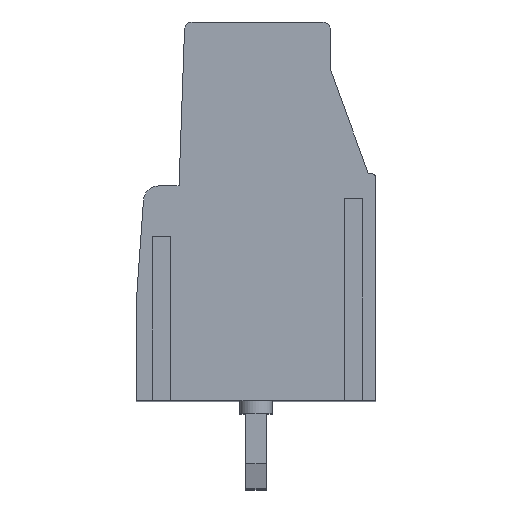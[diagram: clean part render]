
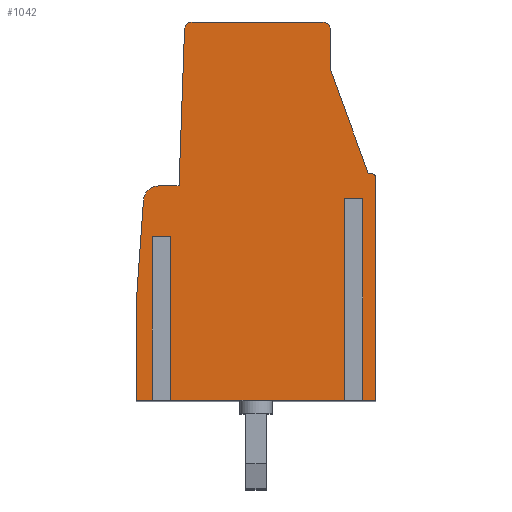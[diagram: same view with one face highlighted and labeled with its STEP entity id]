
A CAD part, top view. The second image highlights one B-rep face of the part: STEP entity #1042.
In plain terms, the highlighted planar face has unit normal (0, 0, 1).
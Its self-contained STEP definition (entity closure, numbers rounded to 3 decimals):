
#1042=ADVANCED_FACE('',(#2788),#2789,.F.);
#2788=FACE_OUTER_BOUND('',#5245,.T.);
#2789=PLANE('',#5246);
#5245=EDGE_LOOP('',(#8340,#8341,#8342,#8343,#8344,#8345,#8346,#8347,#8348,#8349,#8350,#8351,#8352,#8353,#8354,#8355,#8356,#8357,#8358,#8359,#8360,#8361));
#5246=AXIS2_PLACEMENT_3D('',#8362,#8363,#8364);
#8340=ORIENTED_EDGE('',*,*,#15207,.T.);
#8341=ORIENTED_EDGE('',*,*,#15297,.T.);
#8342=ORIENTED_EDGE('',*,*,#15221,.F.);
#8343=ORIENTED_EDGE('',*,*,#15348,.T.);
#8344=ORIENTED_EDGE('',*,*,#15349,.T.);
#8345=ORIENTED_EDGE('',*,*,#15170,.T.);
#8346=ORIENTED_EDGE('',*,*,#15350,.F.);
#8347=ORIENTED_EDGE('',*,*,#15351,.F.);
#8348=ORIENTED_EDGE('',*,*,#15352,.F.);
#8349=ORIENTED_EDGE('',*,*,#15163,.T.);
#8350=ORIENTED_EDGE('',*,*,#15126,.T.);
#8351=ORIENTED_EDGE('',*,*,#15353,.T.);
#8352=ORIENTED_EDGE('',*,*,#15354,.T.);
#8353=ORIENTED_EDGE('',*,*,#15157,.T.);
#8354=ORIENTED_EDGE('',*,*,#15355,.F.);
#8355=ORIENTED_EDGE('',*,*,#15356,.F.);
#8356=ORIENTED_EDGE('',*,*,#15251,.F.);
#8357=ORIENTED_EDGE('',*,*,#15339,.F.);
#8358=ORIENTED_EDGE('',*,*,#15343,.F.);
#8359=ORIENTED_EDGE('',*,*,#15357,.F.);
#8360=ORIENTED_EDGE('',*,*,#15224,.F.);
#8361=ORIENTED_EDGE('',*,*,#15346,.F.);
#8362=CARTESIAN_POINT('',(-42.956,-19.77,0.0));
#8363=DIRECTION('',(0.,0.0,-1.0));
#8364=DIRECTION('',(-1.0,0.0,0.));
#15126=EDGE_CURVE('',#18258,#18256,#18259,.T.);
#15157=EDGE_CURVE('',#18316,#18314,#18317,.T.);
#15163=EDGE_CURVE('',#18327,#18258,#18328,.T.);
#15170=EDGE_CURVE('',#18278,#18338,#18340,.T.);
#15207=EDGE_CURVE('',#18404,#18408,#18410,.T.);
#15221=EDGE_CURVE('',#18432,#18428,#18434,.T.);
#15224=EDGE_CURVE('',#18437,#18439,#18440,.T.);
#15251=EDGE_CURVE('',#18487,#18489,#18490,.T.);
#15297=EDGE_CURVE('',#18408,#18428,#18563,.T.);
#15339=EDGE_CURVE('',#18630,#18487,#18632,.T.);
#15343=EDGE_CURVE('',#18636,#18630,#18638,.T.);
#15346=EDGE_CURVE('',#18404,#18437,#18641,.T.);
#15348=EDGE_CURVE('',#18432,#18643,#18644,.T.);
#15349=EDGE_CURVE('',#18643,#18278,#18645,.T.);
#15350=EDGE_CURVE('',#18646,#18338,#18647,.T.);
#15351=EDGE_CURVE('',#18648,#18646,#18649,.T.);
#15352=EDGE_CURVE('',#18327,#18648,#18650,.T.);
#15353=EDGE_CURVE('',#18256,#18651,#18652,.T.);
#15354=EDGE_CURVE('',#18651,#18316,#18653,.T.);
#15355=EDGE_CURVE('',#18654,#18314,#18655,.T.);
#15356=EDGE_CURVE('',#18489,#18654,#18656,.T.);
#15357=EDGE_CURVE('',#18439,#18636,#18657,.T.);
#18256=VERTEX_POINT('',#23830);
#18258=VERTEX_POINT('',#23833);
#18259=LINE('',#23834,#23835);
#18278=VERTEX_POINT('',#23862);
#18314=VERTEX_POINT('',#23916);
#18316=VERTEX_POINT('',#23919);
#18317=LINE('',#23920,#23921);
#18327=VERTEX_POINT('',#23936);
#18328=LINE('',#23937,#23938);
#18338=VERTEX_POINT('',#23953);
#18340=LINE('',#23956,#23957);
#18404=VERTEX_POINT('',#24038);
#18408=VERTEX_POINT('',#24044);
#18410=LINE('',#24047,#24048);
#18428=VERTEX_POINT('',#24073);
#18432=VERTEX_POINT('',#24078);
#18434=CIRCLE('',#24081,0.6);
#18437=VERTEX_POINT('',#24084);
#18439=VERTEX_POINT('',#24087);
#18440=LINE('',#24088,#24089);
#18487=VERTEX_POINT('',#24146);
#18489=VERTEX_POINT('',#24149);
#18490=LINE('',#24150,#24151);
#18563=LINE('',#24309,#24310);
#18630=VERTEX_POINT('',#24418);
#18632=LINE('',#24421,#24422);
#18636=VERTEX_POINT('',#24427);
#18638=LINE('',#24430,#24431);
#18641=CIRCLE('',#24434,0.3);
#18643=VERTEX_POINT('',#24436);
#18644=LINE('',#24437,#24438);
#18645=LINE('',#24439,#24440);
#18646=VERTEX_POINT('',#24441);
#18647=LINE('',#24442,#24443);
#18648=VERTEX_POINT('',#24444);
#18649=LINE('',#24445,#24446);
#18650=LINE('',#24447,#24448);
#18651=VERTEX_POINT('',#24449);
#18652=LINE('',#24450,#24451);
#18653=LINE('',#24452,#24453);
#18654=VERTEX_POINT('',#24454);
#18655=LINE('',#24455,#24456);
#18656=CIRCLE('',#24457,0.2);
#18657=CIRCLE('',#24458,0.3);
#23830=CARTESIAN_POINT('',(-1.082,8.0,0.));
#23833=CARTESIAN_POINT('',(-1.082,0.0,0.));
#23834=CARTESIAN_POINT('',(-1.082,-19.77,0.));
#23835=VECTOR('',#31407,1.0);
#23862=CARTESIAN_POINT('',(-9.5,0.0,0.));
#23916=CARTESIAN_POINT('',(0.0,0.0,0.));
#23919=CARTESIAN_POINT('',(-0.668,0.0,0.));
#23920=CARTESIAN_POINT('',(-42.956,0.0,0.0));
#23921=VECTOR('',#31435,1.0);
#23936=CARTESIAN_POINT('',(-8.293,0.0,0.));
#23937=CARTESIAN_POINT('',(-42.956,0.0,0.0));
#23938=VECTOR('',#31441,1.0);
#23953=CARTESIAN_POINT('',(-8.707,0.0,0.));
#23956=CARTESIAN_POINT('',(-42.956,0.0,0.0));
#23957=VECTOR('',#31448,1.0);
#24038=CARTESIAN_POINT('',(-7.583,14.71,0.));
#24044=CARTESIAN_POINT('',(-7.8,8.5,0.));
#24047=CARTESIAN_POINT('',(-8.787,-19.77,0.));
#24048=VECTOR('',#31508,1.0);
#24073=CARTESIAN_POINT('',(-8.613,8.5,0.));
#24078=CARTESIAN_POINT('',(-9.212,7.942,0.));
#24081=AXIS2_PLACEMENT_3D('',#31521,#31522,#31523);
#24084=CARTESIAN_POINT('',(-7.283,15.,0.));
#24087=CARTESIAN_POINT('',(-2.1,15.0,0.));
#24088=CARTESIAN_POINT('',(-42.956,15.,0.0));
#24089=VECTOR('',#31525,1.0);
#24146=CARTESIAN_POINT('',(-0.3,9.0,0.));
#24149=CARTESIAN_POINT('',(-0.2,9.0,0.));
#24150=CARTESIAN_POINT('',(-42.956,9.0,0.0));
#24151=VECTOR('',#31573,1.0);
#24309=CARTESIAN_POINT('',(-42.956,8.5,0.0));
#24310=VECTOR('',#31611,1.0);
#24418=CARTESIAN_POINT('',(-1.8,13.121,0.));
#24421=CARTESIAN_POINT('',(10.171,-19.77,0.));
#24422=VECTOR('',#31651,1.0);
#24427=CARTESIAN_POINT('',(-1.8,14.7,0.));
#24430=CARTESIAN_POINT('',(-1.8,-19.77,0.));
#24431=VECTOR('',#31654,1.0);
#24434=AXIS2_PLACEMENT_3D('',#31658,#31659,#31660);
#24436=CARTESIAN_POINT('',(-9.5,3.82,0.));
#24437=CARTESIAN_POINT('',(-11.15,-19.77,0.));
#24438=VECTOR('',#31661,1.0);
#24439=CARTESIAN_POINT('',(-9.5,-19.77,0.));
#24440=VECTOR('',#31662,1.0);
#24441=CARTESIAN_POINT('',(-8.707,6.5,0.));
#24442=CARTESIAN_POINT('',(-8.707,-19.77,0.));
#24443=VECTOR('',#31663,1.0);
#24444=CARTESIAN_POINT('',(-8.293,6.5,0.));
#24445=CARTESIAN_POINT('',(-42.956,6.5,0.0));
#24446=VECTOR('',#31664,1.0);
#24447=CARTESIAN_POINT('',(-8.293,-19.77,0.));
#24448=VECTOR('',#31665,1.0);
#24449=CARTESIAN_POINT('',(-0.668,8.0,0.));
#24450=CARTESIAN_POINT('',(-42.956,8.0,0.0));
#24451=VECTOR('',#31666,1.0);
#24452=CARTESIAN_POINT('',(-0.668,-19.77,0.));
#24453=VECTOR('',#31667,1.0);
#24454=CARTESIAN_POINT('',(0.0,8.8,0.));
#24455=CARTESIAN_POINT('',(0.0,-19.77,0.));
#24456=VECTOR('',#31668,1.0);
#24457=AXIS2_PLACEMENT_3D('',#31669,#31670,#31671);
#24458=AXIS2_PLACEMENT_3D('',#31672,#31673,#31674);
#31407=DIRECTION('',(0.0,1.0,0.0));
#31435=DIRECTION('',(1.0,0.0,0.));
#31441=DIRECTION('',(1.0,0.0,0.));
#31448=DIRECTION('',(1.0,0.0,0.));
#31508=DIRECTION('',(-0.035,-0.999,0.));
#31521=CARTESIAN_POINT('',(-8.613,7.9,0.));
#31522=DIRECTION('',(0.,0.0,-1.0));
#31523=DIRECTION('',(-1.0,0.0,0.));
#31525=DIRECTION('',(1.0,0.,0.));
#31573=DIRECTION('',(1.0,0.0,0.));
#31611=DIRECTION('',(-1.0,0.,0.));
#31651=DIRECTION('',(0.342,-0.94,0.));
#31654=DIRECTION('',(0.,-1.0,0.));
#31658=CARTESIAN_POINT('',(-7.283,14.7,0.));
#31659=DIRECTION('',(0.,0.0,-1.0));
#31660=DIRECTION('',(-1.0,0.0,0.));
#31661=DIRECTION('',(-0.07,-0.998,0.));
#31662=DIRECTION('',(0.,-1.0,0.));
#31663=DIRECTION('',(0.0,-1.0,-0.0));
#31664=DIRECTION('',(-1.0,0.0,0.));
#31665=DIRECTION('',(0.0,1.0,0.0));
#31666=DIRECTION('',(1.0,0.0,0.));
#31667=DIRECTION('',(0.0,-1.0,-0.0));
#31668=DIRECTION('',(0.0,-1.0,-0.0));
#31669=CARTESIAN_POINT('',(-0.2,8.8,0.));
#31670=DIRECTION('',(0.,0.0,-1.0));
#31671=DIRECTION('',(-1.0,0.0,0.));
#31672=CARTESIAN_POINT('',(-2.1,14.7,0.));
#31673=DIRECTION('',(0.,0.0,-1.0));
#31674=DIRECTION('',(-1.0,0.0,0.));
